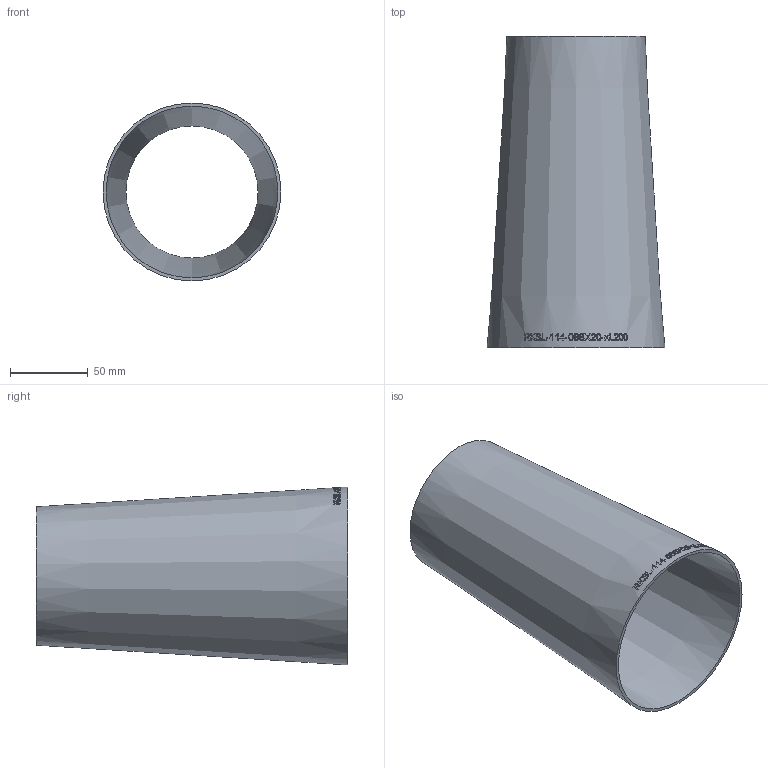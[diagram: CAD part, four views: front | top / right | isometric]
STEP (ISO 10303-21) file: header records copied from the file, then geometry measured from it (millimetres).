
FILE_DESCRIPTION (( 'STEP AP214' ), '1' );
FILE_NAME ('RKSL-114-088X20-xL200 Reduzierung Sonderlänge 2007.STEP', '2020-07-24T08:12:49', ( '' ), ( '' ), 'SwSTEP 2.0', 'SolidWorks 2019', '' );
FILE_SCHEMA (( 'AUTOMOTIVE_DESIGN' ));
Length unit declared in the file: millimetre
Products named in the file (1): RKSL-114-088X20-xL200 Reduzierung Sonderlänge 2007
Bounding box: 114.3 x 200 x 114.3 mm (x, y, z)
Volume: 125348.4 mm3; surface area: 126673 mm2
Topology: 1 solids, 1 shells, 263 faces, 690 edges, 460 vertices
Faces by surface type: bspline 228, cone 33, plane 2
Entity records: 35005 total; most frequent: CARTESIAN_POINT 27774, ORIENTED_EDGE 1376, EDGE_CURVE 688, B_SPLINE_CURVE_WITH_KNOTS 684, VERTEX_POINT 460, EDGE_LOOP 298, ADVANCED_FACE 263, FACE_OUTER_BOUND 263
